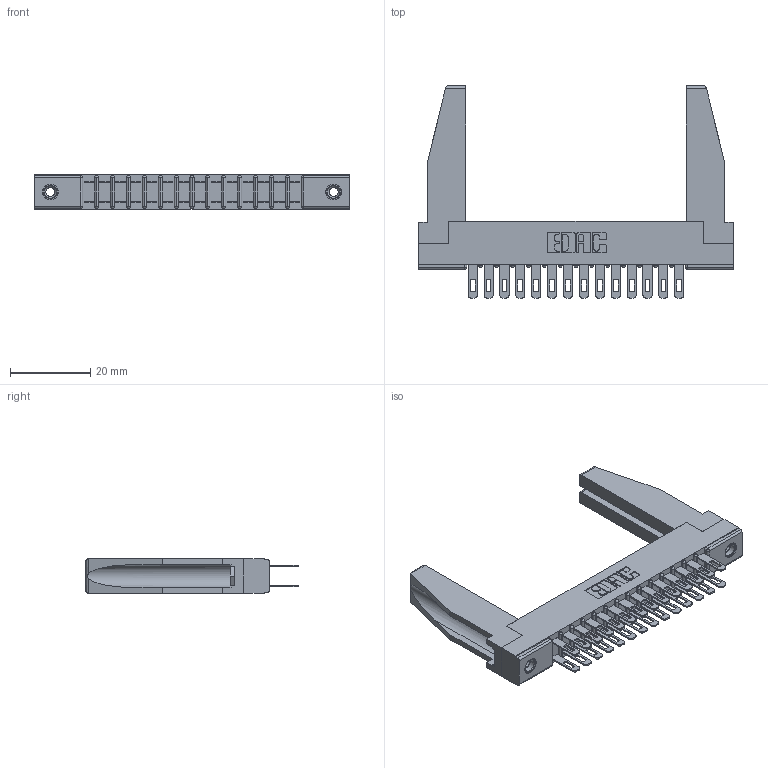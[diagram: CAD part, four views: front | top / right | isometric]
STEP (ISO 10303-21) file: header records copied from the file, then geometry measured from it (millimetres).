
FILE_DESCRIPTION (( 'STEP AP203' ), '1' );
FILE_NAME ('307-028-500-278.STEP', '2019-09-05T23:31:34', ( '' ), ( '' ), 'SwSTEP 2.0', 'SolidWorks 2016', '' );
FILE_SCHEMA (( 'CONFIG_CONTROL_DESIGN' ));
Length unit declared in the file: inch
Products named in the file (5): 307-028-500-278; 307-220-078; 307-290-001_500; 345-250-001_345-250-001-102; 307 Part_.156 Dia Mounting Holes
Assembly tree (33 placements, depth 2):
  307-028-500-278
    307 Part_.156 Dia Mounting Holes
    307-290-001_500  x28
    307-220-078  x2
    345-250-001_345-250-001-102  x2
Bounding box: 78.49 x 52.88 x 8.71 mm (x, y, z)
Volume: 9208.3 mm3; surface area: 13062.8 mm2
Topology: 33 solids, 33 shells, 1551 faces, 4293 edges, 2774 vertices
Faces by surface type: plane 994, cylinder 511, sphere 30, cone 12, torus 4
Entity records: 18315 total; most frequent: CARTESIAN_POINT 3012, ORIENTED_EDGE 2940, DIRECTION 2918, EDGE_CURVE 1470, VECTOR 1118, LINE 1118, VERTEX_POINT 952, AXIS2_PLACEMENT_3D 900
